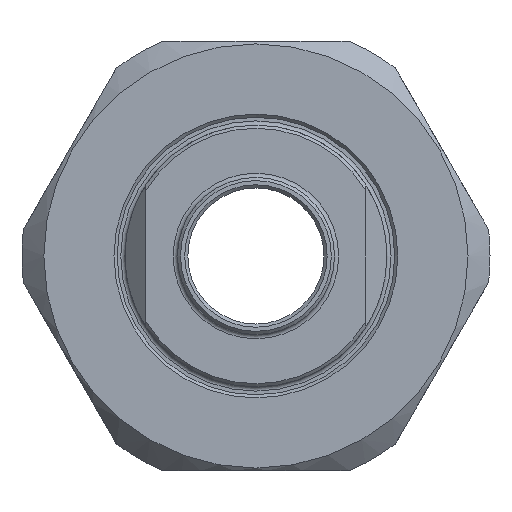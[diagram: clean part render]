
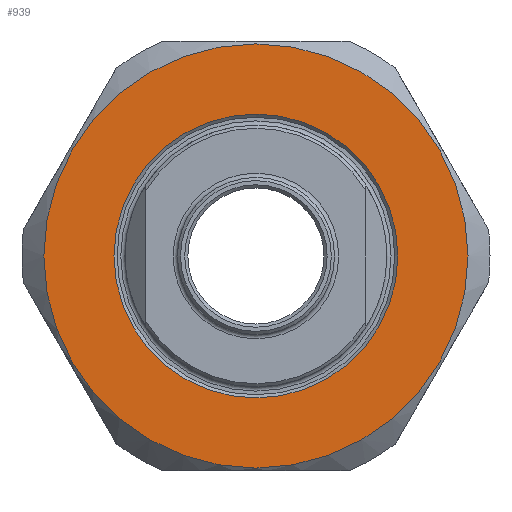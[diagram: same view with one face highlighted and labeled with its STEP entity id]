
A CAD part, left-side view. The second image highlights one B-rep face of the part: STEP entity #939.
In plain terms, the highlighted planar face has unit normal (-1, 0, 0).
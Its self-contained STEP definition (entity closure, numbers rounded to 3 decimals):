
#38=FACE_BOUND('',#183,.T.);
#90=PLANE('',#1095);
#123=FACE_OUTER_BOUND('',#182,.T.);
#182=EDGE_LOOP('',(#726));
#183=EDGE_LOOP('',(#727));
#336=CIRCLE('',#1075,20.25);
#346=CIRCLE('',#1094,13.55);
#424=VERTEX_POINT('',#1622);
#433=VERTEX_POINT('',#1657);
#528=EDGE_CURVE('',#424,#424,#336,.T.);
#542=EDGE_CURVE('',#433,#433,#346,.T.);
#726=ORIENTED_EDGE('',*,*,#528,.T.);
#727=ORIENTED_EDGE('',*,*,#542,.F.);
#939=ADVANCED_FACE('',(#123,#38),#90,.T.);
#1075=AXIS2_PLACEMENT_3D('',#1624,#1258,#1259);
#1094=AXIS2_PLACEMENT_3D('',#1658,#1299,#1300);
#1095=AXIS2_PLACEMENT_3D('',#1660,#1302,#1303);
#1258=DIRECTION('center_axis',(-1.,0.,0.));
#1259=DIRECTION('ref_axis',(0.,1.,0.));
#1299=DIRECTION('center_axis',(-1.,0.,0.));
#1300=DIRECTION('ref_axis',(0.,0.,-1.));
#1302=DIRECTION('center_axis',(-1.,0.,0.));
#1303=DIRECTION('ref_axis',(0.,0.,1.));
#1622=CARTESIAN_POINT('',(-16.,-20.25,0.));
#1624=CARTESIAN_POINT('Origin',(-16.,0.,0.));
#1657=CARTESIAN_POINT('',(-16.,0.,13.55));
#1658=CARTESIAN_POINT('Origin',(-16.,0.,0.));
#1660=CARTESIAN_POINT('Origin',(-16.,0.,0.));
